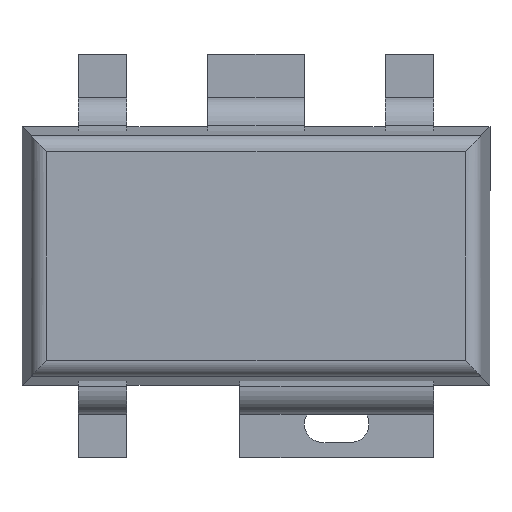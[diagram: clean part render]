
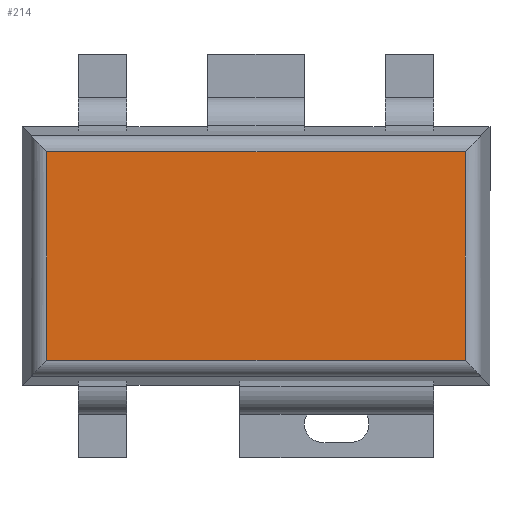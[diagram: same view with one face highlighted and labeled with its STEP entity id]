
A CAD part, front view. The second image highlights one B-rep face of the part: STEP entity #214.
In plain terms, the highlighted planar face has unit normal (0, -1, 0).
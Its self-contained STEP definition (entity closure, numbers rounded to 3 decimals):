
#154 = VECTOR ( 'NONE', #3650, 1000. ) ;
#174 = EDGE_CURVE ( 'NONE', #1003, #1816, #2794, .T. ) ;
#214 = ADVANCED_FACE ( 'NONE', ( #3743 ), #1368, .F. ) ;
#408 = LINE ( 'NONE', #2356, #3853 ) ;
#510 = LINE ( 'NONE', #3570, #2178 ) ;
#534 = CARTESIAN_POINT ( 'NONE',  ( -1.296, -0.4, 0.646 ) ) ;
#760 = CARTESIAN_POINT ( 'NONE',  ( 1.296, -0.4, -0.646 ) ) ;
#1003 = VERTEX_POINT ( 'NONE', #2307 ) ;
#1143 = VERTEX_POINT ( 'NONE', #760 ) ;
#1356 = LINE ( 'NONE', #2909, #154 ) ;
#1368 = PLANE ( 'NONE',  #3482 ) ;
#1473 = CARTESIAN_POINT ( 'NONE',  ( 0., -0.4, 0. ) ) ;
#1816 = VERTEX_POINT ( 'NONE', #534 ) ;
#2178 = VECTOR ( 'NONE', #2728, 1000. ) ;
#2307 = CARTESIAN_POINT ( 'NONE',  ( 1.296, -0.4, 0.646 ) ) ;
#2356 = CARTESIAN_POINT ( 'NONE',  ( 0., -0.4, -0.646 ) ) ;
#2393 = VERTEX_POINT ( 'NONE', #4491 ) ;
#2428 = CARTESIAN_POINT ( 'NONE',  ( 0., -0.4, 0.646 ) ) ;
#2728 = DIRECTION ( 'NONE',  ( 0., 0., -1. ) ) ;
#2752 = DIRECTION ( 'NONE',  ( 1., 0., 0. ) ) ;
#2794 = LINE ( 'NONE', #2428, #3464 ) ;
#2909 = CARTESIAN_POINT ( 'NONE',  ( 1.296, -0.4, 0. ) ) ;
#3020 = ORIENTED_EDGE ( 'NONE', *, *, #174, .T. ) ;
#3269 = EDGE_CURVE ( 'NONE', #1816, #2393, #510, .T. ) ;
#3464 = VECTOR ( 'NONE', #3942, 1000. ) ;
#3482 = AXIS2_PLACEMENT_3D ( 'NONE', #1473, #4097, #4424 ) ;
#3570 = CARTESIAN_POINT ( 'NONE',  ( -1.296, -0.4, 0. ) ) ;
#3650 = DIRECTION ( 'NONE',  ( 0., 0., 1. ) ) ;
#3743 = FACE_OUTER_BOUND ( 'NONE', #3922, .T. ) ;
#3853 = VECTOR ( 'NONE', #2752, 1000. ) ;
#3922 = EDGE_LOOP ( 'NONE', ( #3020, #3996, #4745, #4093 ) ) ;
#3942 = DIRECTION ( 'NONE',  ( -1., 0., 0. ) ) ;
#3996 = ORIENTED_EDGE ( 'NONE', *, *, #3269, .T. ) ;
#4093 = ORIENTED_EDGE ( 'NONE', *, *, #4282, .T. ) ;
#4097 = DIRECTION ( 'NONE',  ( 0., 1., 0. ) ) ;
#4282 = EDGE_CURVE ( 'NONE', #1143, #1003, #1356, .T. ) ;
#4424 = DIRECTION ( 'NONE',  ( 0., 0., 1. ) ) ;
#4491 = CARTESIAN_POINT ( 'NONE',  ( -1.296, -0.4, -0.646 ) ) ;
#4745 = ORIENTED_EDGE ( 'NONE', *, *, #4898, .T. ) ;
#4898 = EDGE_CURVE ( 'NONE', #2393, #1143, #408, .T. ) ;
